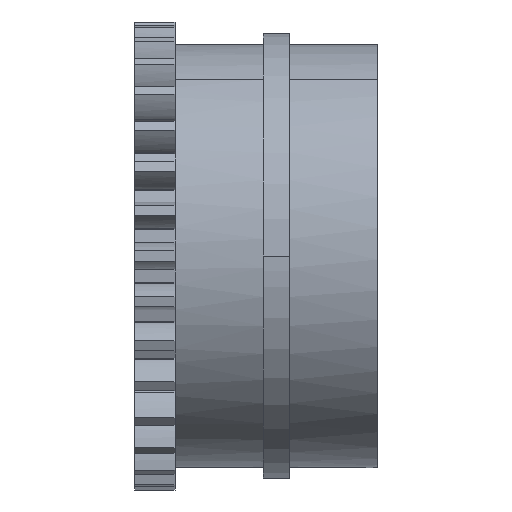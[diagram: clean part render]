
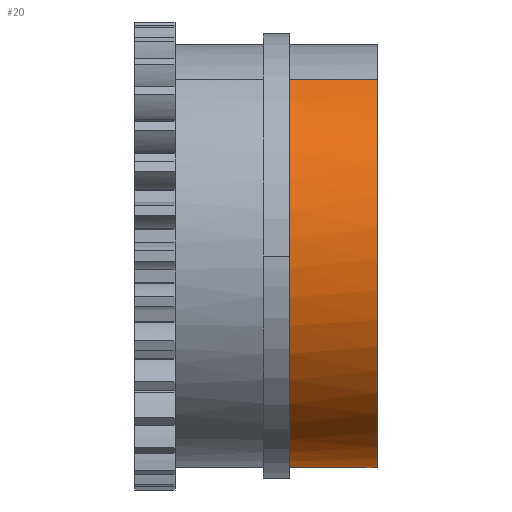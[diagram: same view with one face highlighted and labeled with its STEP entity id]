
A CAD part, front view. The second image highlights one B-rep face of the part: STEP entity #20.
In plain terms, the highlighted free-form (B-spline) face has degree [2, 1] with [5, 2] control points.
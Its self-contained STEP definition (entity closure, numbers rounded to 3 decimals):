
#20=ADVANCED_FACE('',(#291),#4311,.T.);
#291=FACE_OUTER_BOUND('',#562,.T.);
#562=EDGE_LOOP('',(#838,#839,#840,#841));
#838=ORIENTED_EDGE('',*,*,#3025,.T.);
#839=ORIENTED_EDGE('',*,*,#2308,.F.);
#840=ORIENTED_EDGE('',*,*,#2315,.F.);
#841=ORIENTED_EDGE('',*,*,#2316,.T.);
#2308=EDGE_CURVE('',#3775,#4233,#3046,.T.);
#2315=EDGE_CURVE('',#3780,#3775,#3052,.T.);
#2316=EDGE_CURVE('',#3780,#4232,#3053,.T.);
#3025=EDGE_CURVE('',#4232,#4233,#3761,.T.);
#3046=(
BOUNDED_CURVE()
B_SPLINE_CURVE(2,(#8391,#8392,#8393,#8394,#8395),.UNSPECIFIED.,.F.,.F.)
B_SPLINE_CURVE_WITH_KNOTS((3,2,3),(-65.659,-49.244,-32.83),
 .UNSPECIFIED.)
CURVE()
GEOMETRIC_REPRESENTATION_ITEM()
RATIONAL_B_SPLINE_CURVE((1.,0.707,1.,0.707,1.))
REPRESENTATION_ITEM('')
);
#3052=(
BOUNDED_CURVE()
B_SPLINE_CURVE(1,(#8420,#8421),.UNSPECIFIED.,.F.,.F.)
B_SPLINE_CURVE_WITH_KNOTS((2,2),(5.65,10.),.UNSPECIFIED.)
CURVE()
GEOMETRIC_REPRESENTATION_ITEM()
RATIONAL_B_SPLINE_CURVE((1.,1.))
REPRESENTATION_ITEM('')
);
#3053=(
BOUNDED_CURVE()
B_SPLINE_CURVE(2,(#8422,#8423,#8424,#8425,#8426,#8427,#8428,#8429,#8430),
 .UNSPECIFIED.,.F.,.F.)
B_SPLINE_CURVE_WITH_KNOTS((3,2,2,2,3),(22.618,33.378,
44.139,54.899,55.388),.UNSPECIFIED.)
CURVE()
GEOMETRIC_REPRESENTATION_ITEM()
RATIONAL_B_SPLINE_CURVE((1.,0.87,1.,0.87,1.,0.87,
1.,1.,1.))
REPRESENTATION_ITEM('')
);
#3761=(
BOUNDED_CURVE()
B_SPLINE_CURVE(1,(#12360,#12361),.UNSPECIFIED.,.F.,.F.)
B_SPLINE_CURVE_WITH_KNOTS((2,2),(5.65,10.),.UNSPECIFIED.)
CURVE()
GEOMETRIC_REPRESENTATION_ITEM()
RATIONAL_B_SPLINE_CURVE((1.,1.))
REPRESENTATION_ITEM('')
);
#3775=VERTEX_POINT('',#7919);
#3780=VERTEX_POINT('',#7924);
#4232=VERTEX_POINT('',#8376);
#4233=VERTEX_POINT('',#8377);
#4311=(
BOUNDED_SURFACE()
B_SPLINE_SURFACE(2,1,((#4677,#4678),(#4679,#4680),(#4681,#4682),(#4683,
#4684),(#4685,#4686)),.UNSPECIFIED.,.F.,.F.,.F.)
B_SPLINE_SURFACE_WITH_KNOTS((3,2,3),(2,2),(-65.659,-49.244,
-32.83),(0.,10.),.UNSPECIFIED.)
GEOMETRIC_REPRESENTATION_ITEM()
RATIONAL_B_SPLINE_SURFACE(((1.,1.),(0.707,0.707),
(1.,1.),(0.707,0.707),(1.,1.)))
REPRESENTATION_ITEM('')
SURFACE()
);
#4677=CARTESIAN_POINT('',(53.654,-128.197,19.548));
#4678=CARTESIAN_POINT('',(63.654,-128.197,19.548));
#4679=CARTESIAN_POINT('',(53.654,-136.916,13.788));
#4680=CARTESIAN_POINT('',(63.654,-136.916,13.788));
#4681=CARTESIAN_POINT('',(53.654,-131.157,5.068));
#4682=CARTESIAN_POINT('',(63.654,-131.157,5.068));
#4683=CARTESIAN_POINT('',(53.654,-125.397,-3.651));
#4684=CARTESIAN_POINT('',(63.654,-125.397,-3.651));
#4685=CARTESIAN_POINT('',(53.654,-116.677,2.109));
#4686=CARTESIAN_POINT('',(63.654,-116.677,2.109));
#7919=CARTESIAN_POINT('',(63.654,-128.197,19.548));
#7924=CARTESIAN_POINT('',(59.304,-128.197,19.548));
#8376=CARTESIAN_POINT('',(59.304,-116.677,2.109));
#8377=CARTESIAN_POINT('',(63.654,-116.677,2.109));
#8391=CARTESIAN_POINT('',(63.654,-128.197,19.548));
#8392=CARTESIAN_POINT('',(63.654,-136.916,13.788));
#8393=CARTESIAN_POINT('',(63.654,-131.157,5.068));
#8394=CARTESIAN_POINT('',(63.654,-125.397,-3.651));
#8395=CARTESIAN_POINT('',(63.654,-116.677,2.109));
#8420=CARTESIAN_POINT('',(59.304,-128.197,19.548));
#8421=CARTESIAN_POINT('',(63.654,-128.197,19.548));
#8422=CARTESIAN_POINT('',(59.304,-128.197,19.548));
#8423=CARTESIAN_POINT('',(59.304,-133.144,16.28));
#8424=CARTESIAN_POINT('',(59.304,-132.877,10.357));
#8425=CARTESIAN_POINT('',(59.304,-132.609,4.434));
#8426=CARTESIAN_POINT('',(59.304,-127.388,1.625));
#8427=CARTESIAN_POINT('',(59.304,-122.166,-1.184));
#8428=CARTESIAN_POINT('',(59.304,-117.077,1.858));
#8429=CARTESIAN_POINT('',(59.304,-116.874,1.979));
#8430=CARTESIAN_POINT('',(59.304,-116.677,2.109));
#12360=CARTESIAN_POINT('',(59.304,-116.677,2.109));
#12361=CARTESIAN_POINT('',(63.654,-116.677,2.109));
